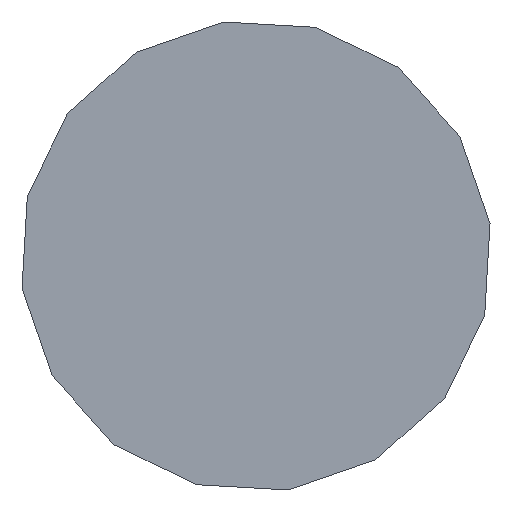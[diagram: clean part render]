
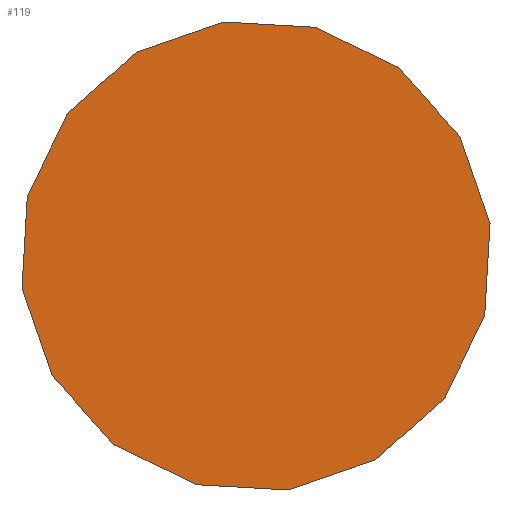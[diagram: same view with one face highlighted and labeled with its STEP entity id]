
A CAD part, front view. The second image highlights one B-rep face of the part: STEP entity #119.
In plain terms, the highlighted planar face has unit normal (0, -1, 0).
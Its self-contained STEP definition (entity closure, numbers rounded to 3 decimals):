
#1 = DIRECTION ( 'NONE',  ( 0., 1., 0. ) ) ;
#4 = DIRECTION ( 'NONE',  ( -0.998, 0., 0.058 ) ) ;
#6 = EDGE_CURVE ( 'NONE', #511, #21, #535, .T. ) ;
#8 = CARTESIAN_POINT ( 'NONE',  ( 0.013, 0., 0.049 ) ) ;
#10 = LINE ( 'NONE', #465, #157 ) ;
#17 = CARTESIAN_POINT ( 'NONE',  ( -0.007, 0., 0.05 ) ) ;
#18 = VERTEX_POINT ( 'NONE', #367 ) ;
#21 = VERTEX_POINT ( 'NONE', #266 ) ;
#26 = VERTEX_POINT ( 'NONE', #228 ) ;
#31 = ORIENTED_EDGE ( 'NONE', *, *, #586, .F. ) ;
#38 = DIRECTION ( 'NONE',  ( 0.058, 0., 0.998 ) ) ;
#44 = LINE ( 'NONE', #404, #492 ) ;
#45 = CARTESIAN_POINT ( 'NONE',  ( -0.041, 0., 0.031 ) ) ;
#46 = LINE ( 'NONE', #373, #540 ) ;
#47 = LINE ( 'NONE', #506, #471 ) ;
#49 = PLANE ( 'NONE',  #548 ) ;
#56 = CARTESIAN_POINT ( 'NONE',  ( 0.05, 0., 0.007 ) ) ;
#57 = DIRECTION ( 'NONE',  ( -0.665, 0., 0.747 ) ) ;
#76 = EDGE_CURVE ( 'NONE', #446, #26, #552, .T. ) ;
#80 = VECTOR ( 'NONE', #128, 1000. ) ;
#83 = VERTEX_POINT ( 'NONE', #45 ) ;
#86 = CARTESIAN_POINT ( 'NONE',  ( 0.041, 0., -0.031 ) ) ;
#87 = EDGE_CURVE ( 'NONE', #466, #446, #223, .T. ) ;
#95 = CARTESIAN_POINT ( 'NONE',  ( -0.044, 0., -0.026 ) ) ;
#97 = EDGE_CURVE ( 'NONE', #264, #518, #47, .T. ) ;
#100 = DIRECTION ( 'NONE',  ( 0.998, 0., -0.058 ) ) ;
#101 = VECTOR ( 'NONE', #100, 1000. ) ;
#103 = LINE ( 'NONE', #474, #130 ) ;
#104 = EDGE_CURVE ( 'NONE', #18, #209, #319, .T. ) ;
#105 = CARTESIAN_POINT ( 'NONE',  ( 0.026, 0., -0.044 ) ) ;
#108 = CARTESIAN_POINT ( 'NONE',  ( -0.013, 0., -0.049 ) ) ;
#114 = EDGE_CURVE ( 'NONE', #303, #466, #463, .T. ) ;
#119 = ADVANCED_FACE ( 'NONE', ( #370 ), #49, .F. ) ;
#122 = ORIENTED_EDGE ( 'NONE', *, *, #76, .F. ) ;
#125 = ORIENTED_EDGE ( 'NONE', *, *, #417, .F. ) ;
#126 = DIRECTION ( 'NONE',  ( 0.747, 0., 0.665 ) ) ;
#128 = DIRECTION ( 'NONE',  ( -0.747, 0., -0.665 ) ) ;
#130 = VECTOR ( 'NONE', #149, 1000. ) ;
#133 = DIRECTION ( 'NONE',  ( 0.944, 0., 0.329 ) ) ;
#140 = LINE ( 'NONE', #275, #277 ) ;
#142 = CARTESIAN_POINT ( 'NONE',  ( 0.044, 0., 0.026 ) ) ;
#147 = VECTOR ( 'NONE', #232, 1000. ) ;
#149 = DIRECTION ( 'NONE',  ( -0.9, 0., 0.435 ) ) ;
#151 = DIRECTION ( 'NONE',  ( 0.435, 0., 0.9 ) ) ;
#157 = VECTOR ( 'NONE', #192, 1000. ) ;
#163 = ORIENTED_EDGE ( 'NONE', *, *, #368, .F. ) ;
#173 = EDGE_CURVE ( 'NONE', #279, #18, #140, .T. ) ;
#178 = DIRECTION ( 'NONE',  ( 0., 0., 1. ) ) ;
#182 = LINE ( 'NONE', #274, #445 ) ;
#190 = DIRECTION ( 'NONE',  ( -0.329, 0., 0.944 ) ) ;
#192 = DIRECTION ( 'NONE',  ( -0.435, 0., -0.9 ) ) ;
#196 = ORIENTED_EDGE ( 'NONE', *, *, #6, .F. ) ;
#201 = ORIENTED_EDGE ( 'NONE', *, *, #114, .F. ) ;
#209 = VERTEX_POINT ( 'NONE', #566 ) ;
#210 = VECTOR ( 'NONE', #133, 1000. ) ;
#219 = VECTOR ( 'NONE', #455, 1000. ) ;
#223 = LINE ( 'NONE', #406, #101 ) ;
#228 = CARTESIAN_POINT ( 'NONE',  ( 0.031, 0., 0.041 ) ) ;
#232 = DIRECTION ( 'NONE',  ( 0.329, 0., -0.944 ) ) ;
#236 = CARTESIAN_POINT ( 'NONE',  ( -0.031, 0., -0.041 ) ) ;
#239 = EDGE_CURVE ( 'NONE', #481, #511, #10, .T. ) ;
#240 = ORIENTED_EDGE ( 'NONE', *, *, #104, .F. ) ;
#253 = CARTESIAN_POINT ( 'NONE',  ( -0.041, 0., 0.031 ) ) ;
#261 = EDGE_CURVE ( 'NONE', #518, #279, #103, .T. ) ;
#264 = VERTEX_POINT ( 'NONE', #336 ) ;
#266 = CARTESIAN_POINT ( 'NONE',  ( 0.026, 0., -0.044 ) ) ;
#270 = VECTOR ( 'NONE', #190, 1000. ) ;
#274 = CARTESIAN_POINT ( 'NONE',  ( 0.05, 0., 0.007 ) ) ;
#275 = CARTESIAN_POINT ( 'NONE',  ( -0.031, 0., -0.041 ) ) ;
#277 = VECTOR ( 'NONE', #57, 1000. ) ;
#279 = VERTEX_POINT ( 'NONE', #236 ) ;
#287 = DIRECTION ( 'NONE',  ( -0.944, 0., -0.329 ) ) ;
#290 = EDGE_CURVE ( 'NONE', #209, #386, #379, .T. ) ;
#291 = CARTESIAN_POINT ( 'NONE',  ( 0.044, 0., 0.026 ) ) ;
#294 = ORIENTED_EDGE ( 'NONE', *, *, #347, .F. ) ;
#303 = VERTEX_POINT ( 'NONE', #361 ) ;
#319 = LINE ( 'NONE', #95, #270 ) ;
#326 = CARTESIAN_POINT ( 'NONE',  ( 0.013, 0., 0.049 ) ) ;
#330 = LINE ( 'NONE', #291, #147 ) ;
#334 = ORIENTED_EDGE ( 'NONE', *, *, #173, .F. ) ;
#336 = CARTESIAN_POINT ( 'NONE',  ( 0.007, 0., -0.05 ) ) ;
#347 = EDGE_CURVE ( 'NONE', #26, #433, #44, .T. ) ;
#348 = ORIENTED_EDGE ( 'NONE', *, *, #97, .F. ) ;
#361 = CARTESIAN_POINT ( 'NONE',  ( -0.026, 0., 0.044 ) ) ;
#367 = CARTESIAN_POINT ( 'NONE',  ( -0.044, 0., -0.026 ) ) ;
#368 = EDGE_CURVE ( 'NONE', #514, #481, #182, .T. ) ;
#370 = FACE_OUTER_BOUND ( 'NONE', #443, .T. ) ;
#373 = CARTESIAN_POINT ( 'NONE',  ( -0.049, 0., 0.013 ) ) ;
#379 = LINE ( 'NONE', #454, #539 ) ;
#381 = CARTESIAN_POINT ( 'NONE',  ( 0.049, 0., -0.013 ) ) ;
#386 = VERTEX_POINT ( 'NONE', #595 ) ;
#404 = CARTESIAN_POINT ( 'NONE',  ( 0.031, 0., 0.041 ) ) ;
#406 = CARTESIAN_POINT ( 'NONE',  ( -0.007, 0., 0.05 ) ) ;
#414 = ORIENTED_EDGE ( 'NONE', *, *, #239, .F. ) ;
#417 = EDGE_CURVE ( 'NONE', #386, #83, #46, .T. ) ;
#420 = ORIENTED_EDGE ( 'NONE', *, *, #478, .F. ) ;
#433 = VERTEX_POINT ( 'NONE', #142 ) ;
#443 = EDGE_LOOP ( 'NONE', ( #294, #122, #523, #201, #31, #125, #574, #240, #334, #477, #348, #482, #196, #414, #163, #420 ) ) ;
#445 = VECTOR ( 'NONE', #456, 1000. ) ;
#446 = VERTEX_POINT ( 'NONE', #326 ) ;
#454 = CARTESIAN_POINT ( 'NONE',  ( -0.05, 0., -0.007 ) ) ;
#455 = DIRECTION ( 'NONE',  ( 0.9, 0., -0.435 ) ) ;
#456 = DIRECTION ( 'NONE',  ( -0.058, 0., -0.998 ) ) ;
#463 = LINE ( 'NONE', #542, #210 ) ;
#464 = LINE ( 'NONE', #105, #549 ) ;
#465 = CARTESIAN_POINT ( 'NONE',  ( 0.049, 0., -0.013 ) ) ;
#466 = VERTEX_POINT ( 'NONE', #17 ) ;
#471 = VECTOR ( 'NONE', #4, 1000. ) ;
#474 = CARTESIAN_POINT ( 'NONE',  ( -0.013, 0., -0.049 ) ) ;
#477 = ORIENTED_EDGE ( 'NONE', *, *, #261, .F. ) ;
#478 = EDGE_CURVE ( 'NONE', #433, #514, #330, .T. ) ;
#481 = VERTEX_POINT ( 'NONE', #381 ) ;
#482 = ORIENTED_EDGE ( 'NONE', *, *, #533, .F. ) ;
#483 = LINE ( 'NONE', #253, #573 ) ;
#492 = VECTOR ( 'NONE', #493, 1000. ) ;
#493 = DIRECTION ( 'NONE',  ( 0.665, 0., -0.747 ) ) ;
#499 = CARTESIAN_POINT ( 'NONE',  ( 0., 0., 0. ) ) ;
#506 = CARTESIAN_POINT ( 'NONE',  ( 0.007, 0., -0.05 ) ) ;
#511 = VERTEX_POINT ( 'NONE', #565 ) ;
#514 = VERTEX_POINT ( 'NONE', #56 ) ;
#518 = VERTEX_POINT ( 'NONE', #108 ) ;
#523 = ORIENTED_EDGE ( 'NONE', *, *, #87, .F. ) ;
#533 = EDGE_CURVE ( 'NONE', #21, #264, #464, .T. ) ;
#535 = LINE ( 'NONE', #86, #80 ) ;
#539 = VECTOR ( 'NONE', #38, 1000. ) ;
#540 = VECTOR ( 'NONE', #151, 1000. ) ;
#542 = CARTESIAN_POINT ( 'NONE',  ( -0.026, 0., 0.044 ) ) ;
#548 = AXIS2_PLACEMENT_3D ( 'NONE', #499, #1, #178 ) ;
#549 = VECTOR ( 'NONE', #287, 1000. ) ;
#552 = LINE ( 'NONE', #8, #219 ) ;
#565 = CARTESIAN_POINT ( 'NONE',  ( 0.041, 0., -0.031 ) ) ;
#566 = CARTESIAN_POINT ( 'NONE',  ( -0.05, 0., -0.007 ) ) ;
#573 = VECTOR ( 'NONE', #126, 1000. ) ;
#574 = ORIENTED_EDGE ( 'NONE', *, *, #290, .F. ) ;
#586 = EDGE_CURVE ( 'NONE', #83, #303, #483, .T. ) ;
#595 = CARTESIAN_POINT ( 'NONE',  ( -0.049, 0., 0.013 ) ) ;
